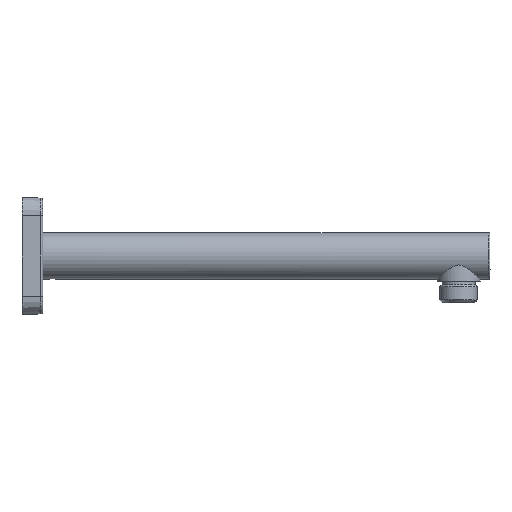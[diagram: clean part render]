
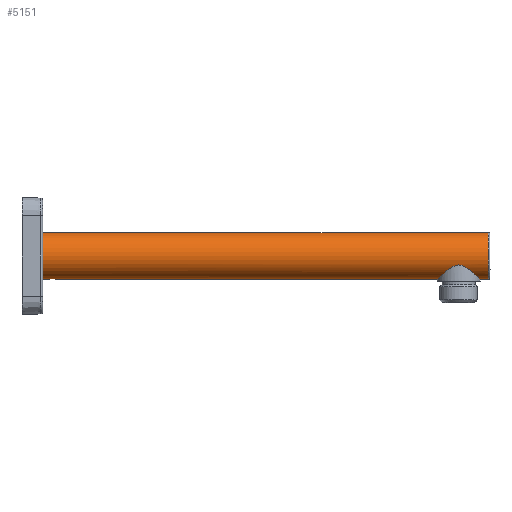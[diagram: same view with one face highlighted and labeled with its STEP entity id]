
A CAD part, front view. The second image highlights one B-rep face of the part: STEP entity #5151.
In plain terms, the highlighted cylindrical face has radius 13 mm (diameter 26 mm), a partial arc.
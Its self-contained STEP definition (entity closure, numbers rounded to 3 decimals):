
#726=CARTESIAN_POINT(' ',(11.5,0.,0.));
#731=DIRECTION(' ',(-1.,0.,0.));
#736=DIRECTION(' ',(0.,0.,-1.));
#741=AXIS2_PLACEMENT_3D(' ',#726,#731,#736);
#746=CIRCLE('',#741,13.);
#751=CARTESIAN_POINT(' ',(11.5,0.,-13.));
#752=VERTEX_POINT(' ',#751);
#756=CARTESIAN_POINT(' ',(11.5,0.,13.));
#757=VERTEX_POINT(' ',#756);
#761=EDGE_CURVE(' ',#752,#757,#746,.T.);
#4641=CARTESIAN_POINT(' ',(31.,0.,0.));
#4646=DIRECTION(' ',(1.,0.,0.));
#4651=DIRECTION(' ',(0.,0.,1.));
#4656=AXIS2_PLACEMENT_3D(' ',#4641,#4646,#4651);
#4661=CYLINDRICAL_SURFACE(' ',#4656,13.);
#4666=CARTESIAN_POINT(' ',(255.5,0.,-13.));
#4671=DIRECTION(' ',(1.,0.,0.));
#4676=VECTOR(' ',#4671,1.);
#4681=LINE('',#4666,#4676);
#4686=CARTESIAN_POINT(' ',(255.5,0.,-13.));
#4687=VERTEX_POINT(' ',#4686);
#4691=CARTESIAN_POINT(' ',(260.011,0.,-13.));
#4692=VERTEX_POINT(' ',#4691);
#4696=EDGE_CURVE(' ',#4687,#4692,#4681,.T.);
#4701=ORIENTED_EDGE(' ',*,*,#4696,.T.);
#4706=CARTESIAN_POINT(' ',(260.011,0.,-13.));
#4711=DIRECTION(' ',(0.,-1.,0.006));
#4716=VECTOR(' ',#4711,1.);
#4721=LINE('',#4706,#4716);
#4726=CARTESIAN_POINT(' ',(260.011,-0.154,-12.999));
#4727=VERTEX_POINT(' ',#4726);
#4731=EDGE_CURVE(' ',#4692,#4727,#4721,.T.);
#4736=ORIENTED_EDGE(' ',*,*,#4731,.T.);
#4741=CARTESIAN_POINT(' ',(260.011,0.,0.));
#4746=DIRECTION(' ',(-1.,0.,0.));
#4751=DIRECTION(' ',(0.,-0.012,-1.));
#4756=AXIS2_PLACEMENT_3D(' ',#4741,#4746,#4751);
#4761=CIRCLE('',#4756,13.);
#4766=CARTESIAN_POINT(' ',(260.011,0.,13.));
#4767=VERTEX_POINT(' ',#4766);
#4771=EDGE_CURVE(' ',#4727,#4767,#4761,.T.);
#4776=ORIENTED_EDGE(' ',*,*,#4771,.T.);
#4781=CARTESIAN_POINT(' ',(11.5,0.,13.));
#4786=DIRECTION(' ',(1.,0.,0.));
#4791=VECTOR(' ',#4786,1.);
#4796=LINE('',#4781,#4791);
#4801=EDGE_CURVE(' ',#757,#4767,#4796,.T.);
#4806=ORIENTED_EDGE(' ',*,*,#4801,.F.);
#4811=ORIENTED_EDGE(' ',*,*,#761,.F.);
#4816=CARTESIAN_POINT(' ',(11.5,0.,-13.));
#4821=DIRECTION(' ',(1.,0.,0.));
#4826=VECTOR(' ',#4821,1.);
#4831=LINE('',#4816,#4826);
#4836=CARTESIAN_POINT(' ',(14.43,0.,-13.));
#4837=VERTEX_POINT(' ',#4836);
#4841=EDGE_CURVE(' ',#752,#4837,#4831,.T.);
#4846=ORIENTED_EDGE(' ',*,*,#4841,.T.);
#4851=CARTESIAN_POINT(' ',(14.43,0.,-13.));
#4856=CARTESIAN_POINT(' ',(14.43,-0.273,-13.));
#4861=CARTESIAN_POINT(' ',(14.478,-0.545,-12.991));
#4866=CARTESIAN_POINT(' ',(14.792,-1.438,-12.936));
#4871=CARTESIAN_POINT(' ',(15.28,-1.962,-12.854));
#4876=CARTESIAN_POINT(' ',(16.325,-2.444,-12.77));
#4881=CARTESIAN_POINT(' ',(16.803,-2.522,-12.753));
#4886=CARTESIAN_POINT(' ',(17.652,-2.436,-12.77));
#4891=CARTESIAN_POINT(' ',(18.039,-2.305,-12.796));
#4896=CARTESIAN_POINT(' ',(18.696,-1.906,-12.861));
#4901=CARTESIAN_POINT(' ',(18.957,-1.65,-12.898));
#4906=CARTESIAN_POINT(' ',(19.42,-0.957,-12.971));
#4911=CARTESIAN_POINT(' ',(19.57,-0.489,-13.));
#4916=CARTESIAN_POINT(' ',(19.57,0.,-13.));
#4921=B_SPLINE_CURVE_WITH_KNOTS('',3,(#4851,#4856,#4861,#4866,#4871,#4876,#4881,#4886,#4891,#4896,#4901,#4906,#4911,#4916),.UNSPECIFIED.,.F.,.U.,(4,2,2,2,2,2,4),(0.,0.1,0.349,0.522,0.666,0.81,1.),.UNSPECIFIED.);
#4926=CARTESIAN_POINT(' ',(19.57,0.,-13.));
#4927=VERTEX_POINT(' ',#4926);
#4931=EDGE_CURVE(' ',#4837,#4927,#4921,.T.);
#4936=ORIENTED_EDGE(' ',*,*,#4931,.T.);
#4941=CARTESIAN_POINT(' ',(19.57,0.,-13.));
#4946=DIRECTION(' ',(1.,0.,0.));
#4951=VECTOR(' ',#4946,1.);
#4956=LINE('',#4941,#4951);
#4961=CARTESIAN_POINT(' ',(231.5,0.,-13.));
#4962=VERTEX_POINT(' ',#4961);
#4966=EDGE_CURVE(' ',#4927,#4962,#4956,.T.);
#4971=ORIENTED_EDGE(' ',*,*,#4966,.T.);
#4976=CARTESIAN_POINT(' ',(255.5,0.,-13.));
#4981=CARTESIAN_POINT(' ',(255.5,-1.406,-13.));
#4986=CARTESIAN_POINT(' ',(255.256,-2.675,-12.773));
#4991=CARTESIAN_POINT(' ',(254.444,-5.118,-12.033));
#4996=CARTESIAN_POINT(' ',(253.805,-6.262,-11.449));
#5001=CARTESIAN_POINT(' ',(252.497,-8.002,-10.29));
#5006=CARTESIAN_POINT(' ',(251.859,-8.644,-9.735));
#5011=CARTESIAN_POINT(' ',(250.715,-9.617,-8.773));
#5016=CARTESIAN_POINT(' ',(250.138,-10.027,-8.299));
#5021=CARTESIAN_POINT(' ',(248.832,-10.776,-7.298));
#5026=CARTESIAN_POINT(' ',(248.111,-11.104,-6.779));
#5031=CARTESIAN_POINT(' ',(246.737,-11.577,-5.932));
#5036=CARTESIAN_POINT(' ',(246.054,-11.749,-5.571));
#5041=CARTESIAN_POINT(' ',(244.856,-11.932,-5.162));
#5046=CARTESIAN_POINT(' ',(244.337,-11.983,-5.041));
#5051=CARTESIAN_POINT(' ',(243.375,-12.007,-4.984));
#5056=CARTESIAN_POINT(' ',(242.939,-11.994,-5.015));
#5061=CARTESIAN_POINT(' ',(242.02,-11.919,-5.191));
#5066=CARTESIAN_POINT(' ',(241.561,-11.852,-5.346));
#5071=CARTESIAN_POINT(' ',(240.279,-11.589,-5.903));
#5076=CARTESIAN_POINT(' ',(239.47,-11.336,-6.397));
#5081=CARTESIAN_POINT(' ',(237.92,-10.656,-7.472));
#5086=CARTESIAN_POINT(' ',(237.222,-10.259,-8.017));
#5091=CARTESIAN_POINT(' ',(235.606,-9.113,-9.328));
#5096=CARTESIAN_POINT(' ',(234.715,-8.277,-10.101));
#5101=CARTESIAN_POINT(' ',(233.118,-6.167,-11.517));
#5106=CARTESIAN_POINT(' ',(232.438,-4.883,-12.138));
#5111=CARTESIAN_POINT(' ',(231.691,-2.399,-12.823));
#5116=CARTESIAN_POINT(' ',(231.5,-1.232,-13.));
#5121=CARTESIAN_POINT(' ',(231.5,0.,-13.));
#5126=B_SPLINE_CURVE_WITH_KNOTS('',3,(#4976,#4981,#4986,#4991,#4996,#5001,#5006,#5011,#5016,#5021,#5026,#5031,#5036,#5041,#5046,#5051,#5056,#5061,#5066,#5071,#5076,#5081,#5086,#5091,#5096,#5101,#5106,#5111,#5116,#5121),.UNSPECIFIED.,.F.,.U.,(4,2,2,2,2,2,2,2,2,2,2,2,2,2,4),(0.,0.08,0.176,0.256,0.333,0.407,0.477,0.521,0.554,0.594,0.664,0.73,0.826,0.926,1.),.UNSPECIFIED.);
#5131=EDGE_CURVE(' ',#4687,#4962,#5126,.T.);
#5136=ORIENTED_EDGE(' ',*,*,#5131,.F.);
#5141=EDGE_LOOP(' ',(#4701,#4736,#4776,#4806,#4811,#4846,#4936,#4971,#5136));
#5146=FACE_OUTER_BOUND(' ',#5141,.T.);
#5151=ADVANCED_FACE('',(#5146),#4661,.T.);
